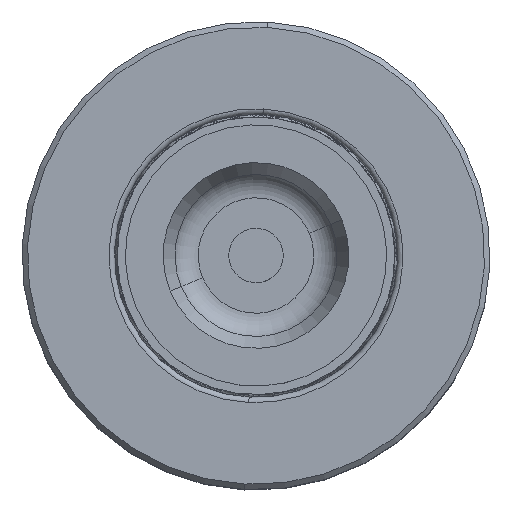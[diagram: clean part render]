
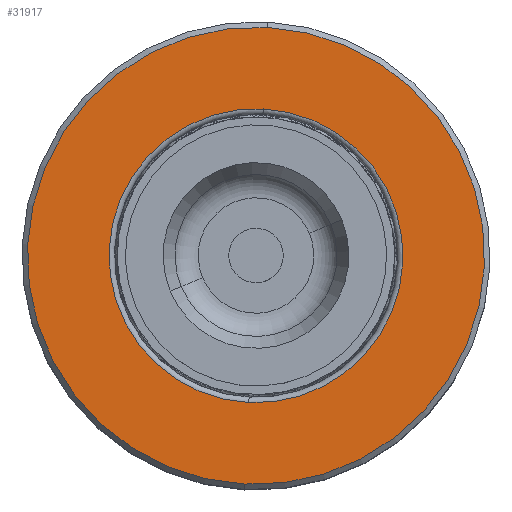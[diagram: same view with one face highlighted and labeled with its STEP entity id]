
A CAD part, top view. The second image highlights one B-rep face of the part: STEP entity #31917.
In plain terms, the highlighted face is planar.
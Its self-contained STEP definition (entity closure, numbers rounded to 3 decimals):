
#332 = AXIS2_PLACEMENT_3D ( 'NONE', #20911, #5786, #32702 ) ;
#661 = DIRECTION ( 'NONE',  ( 0., 0., 1. ) ) ;
#2770 = AXIS2_PLACEMENT_3D ( 'NONE', #27472, #18760, #33670 ) ;
#5227 = VERTEX_POINT ( 'NONE', #19578 ) ;
#5237 = CARTESIAN_POINT ( 'NONE',  ( 0., 15.687, 13.5 ) ) ;
#5724 = CARTESIAN_POINT ( 'NONE',  ( 0., 15.687, 0. ) ) ;
#5786 = DIRECTION ( 'NONE',  ( 0., -1., 0. ) ) ;
#5806 = ORIENTED_EDGE ( 'NONE', *, *, #10613, .F. ) ;
#6956 = VERTEX_POINT ( 'NONE', #18196 ) ;
#7992 = ORIENTED_EDGE ( 'NONE', *, *, #14505, .T. ) ;
#8279 = CIRCLE ( 'NONE', #332, 21. ) ;
#8375 = VERTEX_POINT ( 'NONE', #21306 ) ;
#8555 = AXIS2_PLACEMENT_3D ( 'NONE', #5724, #22618, #23724 ) ;
#8750 = FACE_OUTER_BOUND ( 'NONE', #16831, .T. ) ;
#10613 = EDGE_CURVE ( 'NONE', #5227, #8375, #19899, .T. ) ;
#10807 = EDGE_LOOP ( 'NONE', ( #36984, #7992 ) ) ;
#11447 = EDGE_CURVE ( 'NONE', #8375, #5227, #8279, .T. ) ;
#12297 = CARTESIAN_POINT ( 'NONE',  ( 21., 15.687, 0. ) ) ;
#14505 = EDGE_CURVE ( 'NONE', #17787, #6956, #35969, .T. ) ;
#16276 = DIRECTION ( 'NONE',  ( 0., 0., -1. ) ) ;
#16288 = ORIENTED_EDGE ( 'NONE', *, *, #11447, .F. ) ;
#16410 = CARTESIAN_POINT ( 'NONE',  ( 0., 15.687, 0. ) ) ;
#16831 = EDGE_LOOP ( 'NONE', ( #16288, #5806 ) ) ;
#17787 = VERTEX_POINT ( 'NONE', #5237 ) ;
#18196 = CARTESIAN_POINT ( 'NONE',  ( 0., 15.687, -13.5 ) ) ;
#18369 = DIRECTION ( 'NONE',  ( 0., 1., 0. ) ) ;
#18627 = PLANE ( 'NONE',  #24430 ) ;
#18760 = DIRECTION ( 'NONE',  ( 0., -1., 0. ) ) ;
#19578 = CARTESIAN_POINT ( 'NONE',  ( 0., 15.687, 21. ) ) ;
#19899 = CIRCLE ( 'NONE', #2770, 21. ) ;
#20771 = FACE_BOUND ( 'NONE', #10807, .T. ) ;
#20911 = CARTESIAN_POINT ( 'NONE',  ( 0., 15.687, 0. ) ) ;
#21306 = CARTESIAN_POINT ( 'NONE',  ( 0., 15.687, -21. ) ) ;
#22618 = DIRECTION ( 'NONE',  ( 0., -1., 0. ) ) ;
#22660 = AXIS2_PLACEMENT_3D ( 'NONE', #16410, #36900, #16276 ) ;
#23724 = DIRECTION ( 'NONE',  ( 0., 0., -1. ) ) ;
#24430 = AXIS2_PLACEMENT_3D ( 'NONE', #12297, #18369, #661 ) ;
#27472 = CARTESIAN_POINT ( 'NONE',  ( 0., 15.687, 0. ) ) ;
#27741 = CIRCLE ( 'NONE', #22660, 13.5 ) ;
#31917 = ADVANCED_FACE ( 'NONE', ( #20771, #8750 ), #18627, .T. ) ;
#32702 = DIRECTION ( 'NONE',  ( 0., 0., -1. ) ) ;
#33670 = DIRECTION ( 'NONE',  ( 0., 0., -1. ) ) ;
#33724 = EDGE_CURVE ( 'NONE', #6956, #17787, #27741, .T. ) ;
#35969 = CIRCLE ( 'NONE', #8555, 13.5 ) ;
#36900 = DIRECTION ( 'NONE',  ( 0., -1., 0. ) ) ;
#36984 = ORIENTED_EDGE ( 'NONE', *, *, #33724, .T. ) ;
